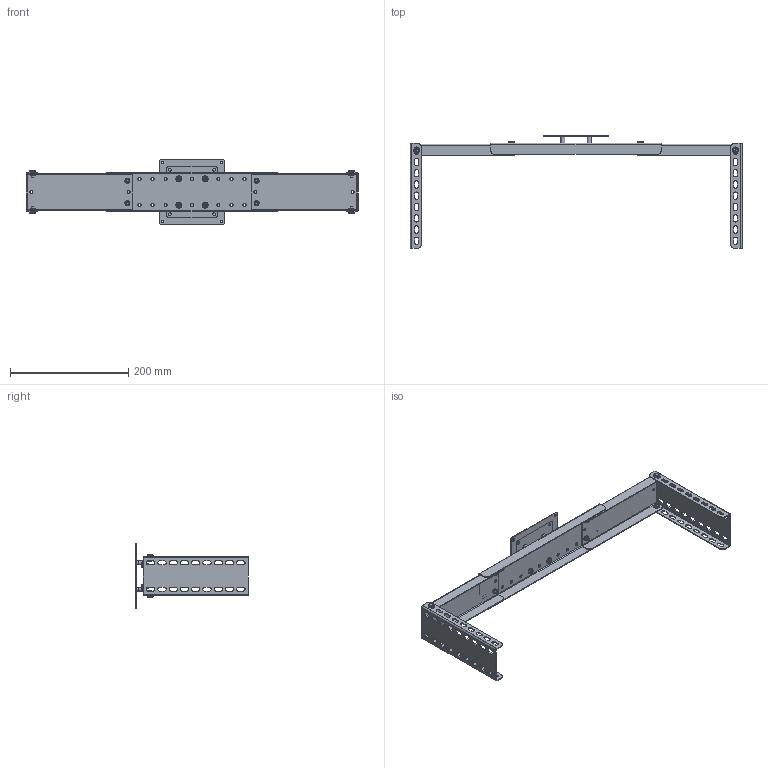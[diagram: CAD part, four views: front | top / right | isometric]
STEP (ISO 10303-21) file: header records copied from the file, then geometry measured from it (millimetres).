
FILE_DESCRIPTION (( 'STEP AP214' ), '1' );
FILE_NAME ('SCE-STMMK.STEP', '2022-08-31T09:24:05', ( '' ), ( '' ), 'SwSTEP 2.0', 'SolidWorks 2021', '' );
FILE_SCHEMA (( 'AUTOMOTIVE_DESIGN' ));
Length unit declared in the file: inch
Products named in the file (1): SCE-STMMK
Bounding box: 561.34 x 190.5 x 110.01 mm (x, y, z)
Volume: 177276 mm3; surface area: 245112.8 mm2
Topology: 39 solids, 39 shells, 1196 faces, 3210 edges, 2148 vertices
Faces by surface type: plane 574, cylinder 446, bspline 128, cone 48
Full cylindrical faces by diameter (mm): 4.75 x4, 4.763 x8, 4.775 x16, 4.826 x16, 5.537 x18, 6.325 x8, 6.35 x8, 7.112 x8, 7.137 x8, 8.636 x8, 10.058 x16
Entity records: 60018 total; most frequent: CARTESIAN_POINT 15349, ORIENTED_EDGE 5880, DIRECTION 5506, EDGE_CURVE 2940, VERTEX_POINT 2076, AXIS2_PLACEMENT_3D 1977, EDGE_LOOP 1710, LINE 1552
